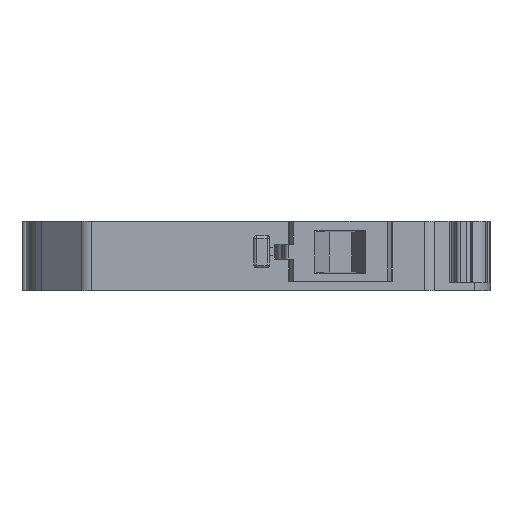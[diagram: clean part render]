
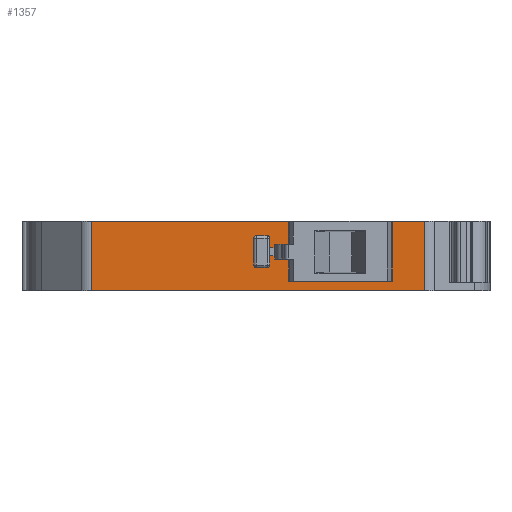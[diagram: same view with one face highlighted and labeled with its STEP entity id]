
A CAD part, front view. The second image highlights one B-rep face of the part: STEP entity #1357.
In plain terms, the highlighted planar face has unit normal (0, -1, 0).
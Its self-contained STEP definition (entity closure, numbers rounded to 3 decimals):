
#32 = EDGE_CURVE ( 'NONE', #3635, #1002, #4806, .T. ) ;
#116 = VECTOR ( 'NONE', #5141, 1000. ) ;
#123 = CARTESIAN_POINT ( 'NONE',  ( -5.559, 15.081, 5.15 ) ) ;
#124 = EDGE_CURVE ( 'NONE', #1307, #2990, #5554, .T. ) ;
#154 = CARTESIAN_POINT ( 'NONE',  ( 3.854, 15.081, 5.15 ) ) ;
#241 = EDGE_CURVE ( 'NONE', #4835, #4253, #1711, .T. ) ;
#285 = DIRECTION ( 'NONE',  ( 0., 0., -1. ) ) ;
#365 = LINE ( 'NONE', #123, #6547 ) ;
#385 = CARTESIAN_POINT ( 'NONE',  ( -18.58, 15.081, 0. ) ) ;
#482 = CARTESIAN_POINT ( 'NONE',  ( 3.854, 15.081, 5.15 ) ) ;
#586 = CARTESIAN_POINT ( 'NONE',  ( 3.854, 15.081, 0.7 ) ) ;
#750 = LINE ( 'NONE', #1401, #3081 ) ;
#815 = ORIENTED_EDGE ( 'NONE', *, *, #1647, .F. ) ;
#1002 = VERTEX_POINT ( 'NONE', #2461 ) ;
#1019 = ORIENTED_EDGE ( 'NONE', *, *, #5445, .F. ) ;
#1041 = CARTESIAN_POINT ( 'NONE',  ( 6.296, 15.081, 5.15 ) ) ;
#1065 = ORIENTED_EDGE ( 'NONE', *, *, #5222, .F. ) ;
#1204 = EDGE_CURVE ( 'NONE', #3899, #6018, #2703, .T. ) ;
#1244 = ORIENTED_EDGE ( 'NONE', *, *, #6008, .F. ) ;
#1307 = VERTEX_POINT ( 'NONE', #3768 ) ;
#1357 = ADVANCED_FACE ( 'NONE', ( #1447, #6616 ), #6542, .F. ) ;
#1382 = EDGE_CURVE ( 'NONE', #2473, #4835, #3200, .T. ) ;
#1401 = CARTESIAN_POINT ( 'NONE',  ( 10.66, 15.081, 5.15 ) ) ;
#1426 = CARTESIAN_POINT ( 'NONE',  ( 6.296, 15.081, 0. ) ) ;
#1447 = FACE_BOUND ( 'NONE', #4515, .T. ) ;
#1450 = DIRECTION ( 'NONE',  ( -1., 0., 0. ) ) ;
#1609 = VECTOR ( 'NONE', #2890, 1000. ) ;
#1647 = EDGE_CURVE ( 'NONE', #6018, #3555, #3054, .T. ) ;
#1711 = LINE ( 'NONE', #2618, #4304 ) ;
#1831 = VECTOR ( 'NONE', #285, 1000. ) ;
#1947 = LINE ( 'NONE', #6286, #5701 ) ;
#1971 = VECTOR ( 'NONE', #2549, 1000. ) ;
#2380 = CARTESIAN_POINT ( 'NONE',  ( 6.296, 15.081, 5.15 ) ) ;
#2461 = CARTESIAN_POINT ( 'NONE',  ( -5.559, 15.081, 2.2 ) ) ;
#2463 = CARTESIAN_POINT ( 'NONE',  ( -18.58, 15.081, 5.15 ) ) ;
#2473 = VERTEX_POINT ( 'NONE', #2463 ) ;
#2549 = DIRECTION ( 'NONE',  ( 1., 0., 0. ) ) ;
#2561 = CARTESIAN_POINT ( 'NONE',  ( 6.296, 15.081, 0. ) ) ;
#2618 = CARTESIAN_POINT ( 'NONE',  ( -3.846, 15.081, 5.15 ) ) ;
#2703 = LINE ( 'NONE', #1041, #6291 ) ;
#2827 = VERTEX_POINT ( 'NONE', #586 ) ;
#2855 = ORIENTED_EDGE ( 'NONE', *, *, #241, .F. ) ;
#2890 = DIRECTION ( 'NONE',  ( 1., 0., 0. ) ) ;
#2990 = VERTEX_POINT ( 'NONE', #3025 ) ;
#3025 = CARTESIAN_POINT ( 'NONE',  ( -6.159, 15.081, 3.6 ) ) ;
#3054 = LINE ( 'NONE', #2561, #116 ) ;
#3078 = DIRECTION ( 'NONE',  ( 0., 0., 1. ) ) ;
#3081 = VECTOR ( 'NONE', #5125, 1000. ) ;
#3092 = DIRECTION ( 'NONE',  ( 0., 0., -1. ) ) ;
#3112 = DIRECTION ( 'NONE',  ( 0., 0., -1. ) ) ;
#3174 = LINE ( 'NONE', #6735, #1831 ) ;
#3200 = LINE ( 'NONE', #3934, #1609 ) ;
#3380 = LINE ( 'NONE', #5787, #5366 ) ;
#3475 = EDGE_CURVE ( 'NONE', #2990, #3635, #3174, .T. ) ;
#3555 = VERTEX_POINT ( 'NONE', #385 ) ;
#3592 = ORIENTED_EDGE ( 'NONE', *, *, #1382, .F. ) ;
#3635 = VERTEX_POINT ( 'NONE', #6388 ) ;
#3768 = CARTESIAN_POINT ( 'NONE',  ( -5.559, 15.081, 3.6 ) ) ;
#3899 = VERTEX_POINT ( 'NONE', #2380 ) ;
#3934 = CARTESIAN_POINT ( 'NONE',  ( 10.66, 15.081, 5.15 ) ) ;
#3947 = ORIENTED_EDGE ( 'NONE', *, *, #1204, .F. ) ;
#4061 = EDGE_CURVE ( 'NONE', #4358, #3899, #750, .T. ) ;
#4091 = CARTESIAN_POINT ( 'NONE',  ( 6.296, 15.081, 2.2 ) ) ;
#4114 = CARTESIAN_POINT ( 'NONE',  ( 6.296, 15.081, 3.6 ) ) ;
#4166 = DIRECTION ( 'NONE',  ( 1., 0., 0. ) ) ;
#4193 = VECTOR ( 'NONE', #3078, 1000. ) ;
#4253 = VERTEX_POINT ( 'NONE', #4890 ) ;
#4304 = VECTOR ( 'NONE', #3092, 1000. ) ;
#4358 = VERTEX_POINT ( 'NONE', #154 ) ;
#4429 = AXIS2_PLACEMENT_3D ( 'NONE', #4475, #5528, #5990 ) ;
#4467 = VECTOR ( 'NONE', #1450, 1000. ) ;
#4475 = CARTESIAN_POINT ( 'NONE',  ( 6.296, 15.081, 5.15 ) ) ;
#4515 = EDGE_LOOP ( 'NONE', ( #6842, #5038, #1065, #5559 ) ) ;
#4516 = LINE ( 'NONE', #482, #4193 ) ;
#4806 = LINE ( 'NONE', #4091, #1971 ) ;
#4835 = VERTEX_POINT ( 'NONE', #5971 ) ;
#4890 = CARTESIAN_POINT ( 'NONE',  ( -3.846, 15.081, 0.7 ) ) ;
#5038 = ORIENTED_EDGE ( 'NONE', *, *, #124, .F. ) ;
#5125 = DIRECTION ( 'NONE',  ( 1., 0., 0. ) ) ;
#5141 = DIRECTION ( 'NONE',  ( -1., 0., 0. ) ) ;
#5194 = DIRECTION ( 'NONE',  ( 0., 0., 1. ) ) ;
#5218 = ORIENTED_EDGE ( 'NONE', *, *, #4061, .F. ) ;
#5222 = EDGE_CURVE ( 'NONE', #1002, #1307, #365, .T. ) ;
#5366 = VECTOR ( 'NONE', #5194, 1000. ) ;
#5445 = EDGE_CURVE ( 'NONE', #4253, #2827, #1947, .T. ) ;
#5528 = DIRECTION ( 'NONE',  ( 0., 1., 0. ) ) ;
#5554 = LINE ( 'NONE', #4114, #4467 ) ;
#5559 = ORIENTED_EDGE ( 'NONE', *, *, #32, .F. ) ;
#5701 = VECTOR ( 'NONE', #4166, 1000. ) ;
#5787 = CARTESIAN_POINT ( 'NONE',  ( -18.58, 15.081, 5.15 ) ) ;
#5902 = EDGE_LOOP ( 'NONE', ( #1019, #2855, #3592, #1244, #815, #3947, #5218, #5966 ) ) ;
#5966 = ORIENTED_EDGE ( 'NONE', *, *, #6656, .F. ) ;
#5971 = CARTESIAN_POINT ( 'NONE',  ( -3.846, 15.081, 5.15 ) ) ;
#5990 = DIRECTION ( 'NONE',  ( -1., 0., 0. ) ) ;
#6008 = EDGE_CURVE ( 'NONE', #3555, #2473, #3380, .T. ) ;
#6018 = VERTEX_POINT ( 'NONE', #1426 ) ;
#6023 = DIRECTION ( 'NONE',  ( 0., 0., 1. ) ) ;
#6286 = CARTESIAN_POINT ( 'NONE',  ( 6.296, 15.081, 0.7 ) ) ;
#6291 = VECTOR ( 'NONE', #3112, 1000. ) ;
#6388 = CARTESIAN_POINT ( 'NONE',  ( -6.159, 15.081, 2.2 ) ) ;
#6542 = PLANE ( 'NONE',  #4429 ) ;
#6547 = VECTOR ( 'NONE', #6023, 1000. ) ;
#6616 = FACE_OUTER_BOUND ( 'NONE', #5902, .T. ) ;
#6656 = EDGE_CURVE ( 'NONE', #2827, #4358, #4516, .T. ) ;
#6735 = CARTESIAN_POINT ( 'NONE',  ( -6.159, 15.081, 5.15 ) ) ;
#6842 = ORIENTED_EDGE ( 'NONE', *, *, #3475, .F. ) ;
